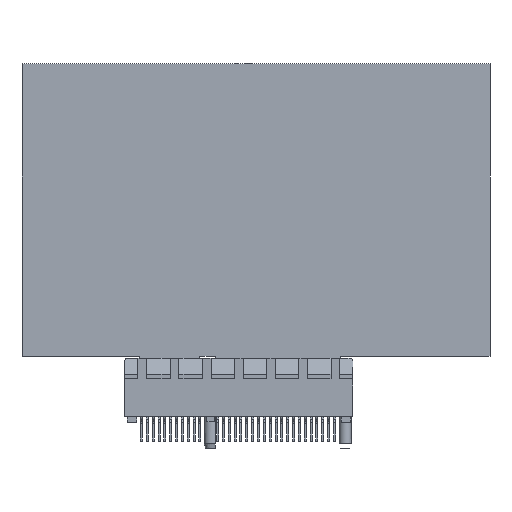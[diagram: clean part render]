
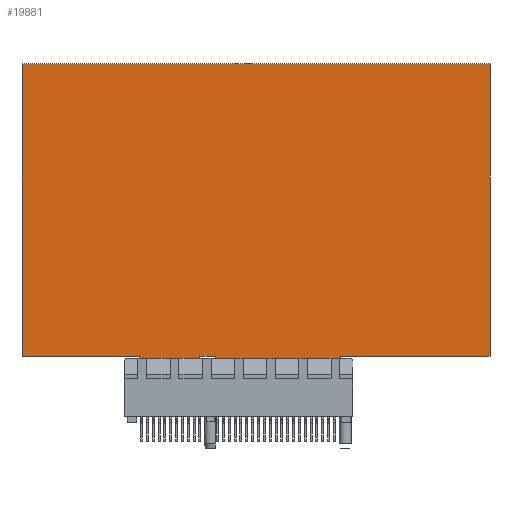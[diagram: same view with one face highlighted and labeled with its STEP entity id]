
A CAD part, front view. The second image highlights one B-rep face of the part: STEP entity #19881.
In plain terms, the highlighted planar face has unit normal (0, -1, 0).
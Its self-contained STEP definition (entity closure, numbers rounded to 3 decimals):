
#1422=FACE_OUTER_BOUND('',#2508,.T.);
#2508=EDGE_LOOP('',(#13241,#13242,#13243,#13244,#13245,#13246,#13247,#13248,
#13249,#13250,#13251,#13252));
#3781=LINE('',#28814,#5988);
#3785=LINE('',#28822,#5992);
#3788=LINE('',#28828,#5995);
#3791=LINE('',#28834,#5998);
#3794=LINE('',#28840,#6001);
#3797=LINE('',#28846,#6004);
#3800=LINE('',#28852,#6007);
#3803=LINE('',#28858,#6010);
#3806=LINE('',#28864,#6013);
#3809=LINE('',#28870,#6016);
#3812=LINE('',#28876,#6019);
#3815=LINE('',#28881,#6022);
#5988=VECTOR('',#22852,10.);
#5992=VECTOR('',#22858,10.);
#5995=VECTOR('',#22863,10.);
#5998=VECTOR('',#22868,10.);
#6001=VECTOR('',#22873,10.);
#6004=VECTOR('',#22878,10.);
#6007=VECTOR('',#22883,10.);
#6010=VECTOR('',#22888,10.);
#6013=VECTOR('',#22893,10.);
#6016=VECTOR('',#22898,10.);
#6019=VECTOR('',#22903,10.);
#6022=VECTOR('',#22908,10.);
#8195=VERTEX_POINT('',#28812);
#8196=VERTEX_POINT('',#28813);
#8199=VERTEX_POINT('',#28821);
#8201=VERTEX_POINT('',#28827);
#8203=VERTEX_POINT('',#28833);
#8205=VERTEX_POINT('',#28839);
#8207=VERTEX_POINT('',#28845);
#8209=VERTEX_POINT('',#28851);
#8211=VERTEX_POINT('',#28857);
#8213=VERTEX_POINT('',#28863);
#8215=VERTEX_POINT('',#28869);
#8217=VERTEX_POINT('',#28875);
#10183=EDGE_CURVE('',#8195,#8196,#3781,.T.);
#10187=EDGE_CURVE('',#8196,#8199,#3785,.T.);
#10190=EDGE_CURVE('',#8199,#8201,#3788,.T.);
#10193=EDGE_CURVE('',#8201,#8203,#3791,.T.);
#10196=EDGE_CURVE('',#8203,#8205,#3794,.T.);
#10199=EDGE_CURVE('',#8205,#8207,#3797,.T.);
#10202=EDGE_CURVE('',#8207,#8209,#3800,.T.);
#10205=EDGE_CURVE('',#8209,#8211,#3803,.T.);
#10208=EDGE_CURVE('',#8211,#8213,#3806,.T.);
#10211=EDGE_CURVE('',#8213,#8215,#3809,.T.);
#10214=EDGE_CURVE('',#8215,#8217,#3812,.T.);
#10217=EDGE_CURVE('',#8217,#8195,#3815,.T.);
#13241=ORIENTED_EDGE('',*,*,#10217,.T.);
#13242=ORIENTED_EDGE('',*,*,#10183,.T.);
#13243=ORIENTED_EDGE('',*,*,#10187,.T.);
#13244=ORIENTED_EDGE('',*,*,#10190,.T.);
#13245=ORIENTED_EDGE('',*,*,#10193,.T.);
#13246=ORIENTED_EDGE('',*,*,#10196,.T.);
#13247=ORIENTED_EDGE('',*,*,#10199,.T.);
#13248=ORIENTED_EDGE('',*,*,#10202,.T.);
#13249=ORIENTED_EDGE('',*,*,#10205,.T.);
#13250=ORIENTED_EDGE('',*,*,#10208,.T.);
#13251=ORIENTED_EDGE('',*,*,#10211,.T.);
#13252=ORIENTED_EDGE('',*,*,#10214,.T.);
#19190=PLANE('',#20983);
#19881=ADVANCED_FACE('',(#1422),#19190,.F.);
#20983=AXIS2_PLACEMENT_3D('',#28884,#22912,#22913);
#22852=DIRECTION('',(1.,0.,0.));
#22858=DIRECTION('',(0.,0.,-1.));
#22863=DIRECTION('',(1.,0.,0.));
#22868=DIRECTION('',(0.,0.,1.));
#22873=DIRECTION('',(1.,0.,0.));
#22878=DIRECTION('',(0.,0.,-1.));
#22883=DIRECTION('',(1.,0.,0.));
#22888=DIRECTION('',(0.,0.,1.));
#22893=DIRECTION('',(1.,0.,0.));
#22898=DIRECTION('',(0.,0.,1.));
#22903=DIRECTION('',(-1.,0.,0.));
#22908=DIRECTION('',(0.,0.,-1.));
#22912=DIRECTION('center_axis',(0.,1.,0.));
#22913=DIRECTION('ref_axis',(-1.,0.,0.));
#28812=CARTESIAN_POINT('',(-37.073,-0.885,10.307));
#28813=CARTESIAN_POINT('',(-17.07,-0.885,10.307));
#28814=CARTESIAN_POINT('',(-37.073,-0.885,10.307));
#28821=CARTESIAN_POINT('',(-17.07,-0.885,2.607));
#28822=CARTESIAN_POINT('',(-17.07,-0.885,10.307));
#28827=CARTESIAN_POINT('',(-6.69,-0.885,2.607));
#28828=CARTESIAN_POINT('',(-17.07,-0.885,2.607));
#28833=CARTESIAN_POINT('',(-6.69,-0.885,10.307));
#28834=CARTESIAN_POINT('',(-6.69,-0.885,2.607));
#28839=CARTESIAN_POINT('',(-4.001,-0.885,10.307));
#28840=CARTESIAN_POINT('',(-6.69,-0.885,10.307));
#28845=CARTESIAN_POINT('',(-4.001,-0.885,2.607));
#28846=CARTESIAN_POINT('',(-4.001,-0.885,10.307));
#28851=CARTESIAN_POINT('',(17.375,-0.885,2.607));
#28852=CARTESIAN_POINT('',(-4.001,-0.885,2.607));
#28857=CARTESIAN_POINT('',(17.375,-0.885,10.307));
#28858=CARTESIAN_POINT('',(17.375,-0.885,2.607));
#28863=CARTESIAN_POINT('',(42.927,-0.885,10.307));
#28864=CARTESIAN_POINT('',(17.375,-0.885,10.307));
#28869=CARTESIAN_POINT('',(42.927,-0.885,60.307));
#28870=CARTESIAN_POINT('',(42.927,-0.885,10.307));
#28875=CARTESIAN_POINT('',(-37.073,-0.885,60.307));
#28876=CARTESIAN_POINT('',(42.927,-0.885,60.307));
#28881=CARTESIAN_POINT('',(-37.073,-0.885,60.307));
#28884=CARTESIAN_POINT('Origin',(2.927,-0.885,31.457));
